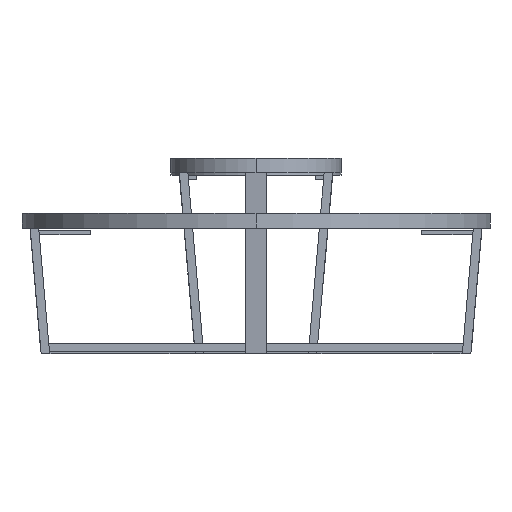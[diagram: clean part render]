
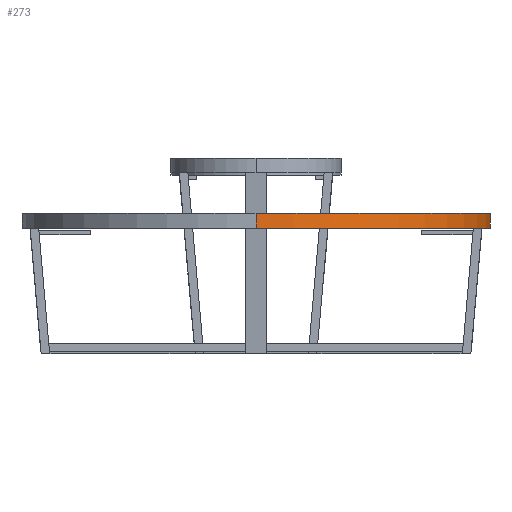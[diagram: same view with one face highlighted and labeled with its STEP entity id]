
A CAD part, left-side view. The second image highlights one B-rep face of the part: STEP entity #273.
In plain terms, the highlighted free-form (B-spline) face has degree [1, 2] with [2, 5] control points.
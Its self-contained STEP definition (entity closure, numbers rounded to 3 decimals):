
#47=(
BOUNDED_SURFACE()
B_SPLINE_SURFACE(1,2,((#5271,#5272,#5273,#5274,#5275),(#5276,#5277,#5278,
#5279,#5280)),.UNSPECIFIED.,.F.,.F.,.F.)
B_SPLINE_SURFACE_WITH_KNOTS((2,2),(3,2,3),(0.,35.),(-3455.752,
-2591.814,-1727.876),.UNSPECIFIED.)
GEOMETRIC_REPRESENTATION_ITEM()
RATIONAL_B_SPLINE_SURFACE(((1.,0.707,1.,0.707,1.),
(1.,0.707,1.,0.707,1.)))
REPRESENTATION_ITEM($)
SURFACE()
);
#114=(
BOUNDED_CURVE()
B_SPLINE_CURVE(2,(#5181,#5182,#5183,#5184,#5185),.UNSPECIFIED.,.F.,.F.)
B_SPLINE_CURVE_WITH_KNOTS((3,2,3),(1727.876,2591.814,3455.752),
.UNSPECIFIED.)
CURVE()
GEOMETRIC_REPRESENTATION_ITEM()
RATIONAL_B_SPLINE_CURVE((1.,0.707,1.,0.707,1.))
REPRESENTATION_ITEM($)
);
#115=(
BOUNDED_CURVE()
B_SPLINE_CURVE(2,(#5188,#5189,#5190,#5191,#5192),.UNSPECIFIED.,.F.,.F.)
B_SPLINE_CURVE_WITH_KNOTS((3,2,3),(1727.876,2591.814,3455.752),
.UNSPECIFIED.)
CURVE()
GEOMETRIC_REPRESENTATION_ITEM()
RATIONAL_B_SPLINE_CURVE((1.,0.707,1.,0.707,1.))
REPRESENTATION_ITEM($)
);
#273=ADVANCED_FACE($,(#413),#47,.T.);
#413=FACE_OUTER_BOUND($,#553,.T.);
#553=EDGE_LOOP($,(#1164,#1165,#1166,#1167));
#1164=ORIENTED_EDGE($,*,*,#1498,.T.);
#1165=ORIENTED_EDGE($,*,*,#1491,.T.);
#1166=ORIENTED_EDGE($,*,*,#1496,.F.);
#1167=ORIENTED_EDGE($,*,*,#1497,.F.);
#1491=EDGE_CURVE($,#1694,#1695,#2051,.T.);
#1496=EDGE_CURVE($,#1698,#1695,#114,.T.);
#1497=EDGE_CURVE($,#1699,#1698,#2055,.T.);
#1498=EDGE_CURVE($,#1699,#1694,#115,.T.);
#1694=VERTEX_POINT($,#5563);
#1695=VERTEX_POINT($,#5564);
#1698=VERTEX_POINT($,#5567);
#1699=VERTEX_POINT($,#5568);
#2051=B_SPLINE_CURVE_WITH_KNOTS($,1,(#5103,#5104),.UNSPECIFIED.,.F.,.F.,
(2,2),(0.,35.),.UNSPECIFIED.);
#2055=B_SPLINE_CURVE_WITH_KNOTS($,1,(#5186,#5187),.UNSPECIFIED.,.F.,.F.,
(2,2),(0.,35.),.UNSPECIFIED.);
#5103=CARTESIAN_POINT($,(64373.435,-28731.665,295.));
#5104=CARTESIAN_POINT($,(64373.435,-28731.665,330.));
#5181=CARTESIAN_POINT($,(63273.435,-28731.665,330.));
#5182=CARTESIAN_POINT($,(63273.435,-29281.665,330.));
#5183=CARTESIAN_POINT($,(63823.435,-29281.665,330.));
#5184=CARTESIAN_POINT($,(64373.435,-29281.665,330.));
#5185=CARTESIAN_POINT($,(64373.435,-28731.665,330.));
#5186=CARTESIAN_POINT($,(63273.435,-28731.665,295.));
#5187=CARTESIAN_POINT($,(63273.435,-28731.665,330.));
#5188=CARTESIAN_POINT($,(63273.435,-28731.665,295.));
#5189=CARTESIAN_POINT($,(63273.435,-29281.665,295.));
#5190=CARTESIAN_POINT($,(63823.435,-29281.665,295.));
#5191=CARTESIAN_POINT($,(64373.435,-29281.665,295.));
#5192=CARTESIAN_POINT($,(64373.435,-28731.665,295.));
#5271=CARTESIAN_POINT($,(64373.435,-28731.665,295.));
#5272=CARTESIAN_POINT($,(64373.435,-29281.665,295.));
#5273=CARTESIAN_POINT($,(63823.435,-29281.665,295.));
#5274=CARTESIAN_POINT($,(63273.435,-29281.665,295.));
#5275=CARTESIAN_POINT($,(63273.435,-28731.665,295.));
#5276=CARTESIAN_POINT($,(64373.435,-28731.665,330.));
#5277=CARTESIAN_POINT($,(64373.435,-29281.665,330.));
#5278=CARTESIAN_POINT($,(63823.435,-29281.665,330.));
#5279=CARTESIAN_POINT($,(63273.435,-29281.665,330.));
#5280=CARTESIAN_POINT($,(63273.435,-28731.665,330.));
#5563=CARTESIAN_POINT($,(64373.435,-28731.665,295.));
#5564=CARTESIAN_POINT($,(64373.435,-28731.665,330.));
#5567=CARTESIAN_POINT($,(63273.435,-28731.665,330.));
#5568=CARTESIAN_POINT($,(63273.435,-28731.665,295.));
